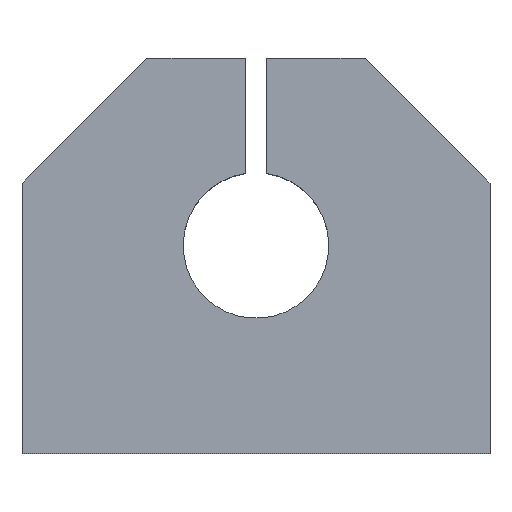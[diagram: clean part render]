
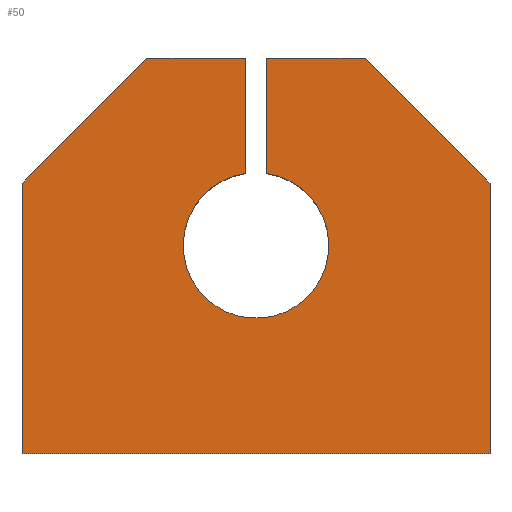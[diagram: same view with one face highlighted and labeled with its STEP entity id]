
A CAD part, top view. The second image highlights one B-rep face of the part: STEP entity #50.
In plain terms, the highlighted planar face has unit normal (0, 0, 1).
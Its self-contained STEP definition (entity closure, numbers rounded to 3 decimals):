
#50 = ADVANCED_FACE( '', ( #117 ), #118, .T. );
#117 = FACE_OUTER_BOUND( '', #216, .T. );
#118 = PLANE( '', #217 );
#216 = EDGE_LOOP( '', ( #314, #315, #316, #317, #318, #319, #320, #321, #322, #323 ) );
#217 = AXIS2_PLACEMENT_3D( '', #324, #325, #326 );
#314 = ORIENTED_EDGE( '', *, *, #499, .T. );
#315 = ORIENTED_EDGE( '', *, *, #500, .T. );
#316 = ORIENTED_EDGE( '', *, *, #501, .T. );
#317 = ORIENTED_EDGE( '', *, *, #502, .T. );
#318 = ORIENTED_EDGE( '', *, *, #503, .T. );
#319 = ORIENTED_EDGE( '', *, *, #495, .T. );
#320 = ORIENTED_EDGE( '', *, *, #504, .F. );
#321 = ORIENTED_EDGE( '', *, *, #505, .T. );
#322 = ORIENTED_EDGE( '', *, *, #506, .T. );
#323 = ORIENTED_EDGE( '', *, *, #507, .T. );
#324 = CARTESIAN_POINT( '', ( 0., 20., 20. ) );
#325 = DIRECTION( '', ( 0., 0., 1. ) );
#326 = DIRECTION( '', ( 1., 0., 0. ) );
#495 = EDGE_CURVE( '', #568, #566, #569, .T. );
#499 = EDGE_CURVE( '', #574, #575, #576, .T. );
#500 = EDGE_CURVE( '', #575, #577, #578, .T. );
#501 = EDGE_CURVE( '', #577, #579, #580, .T. );
#502 = EDGE_CURVE( '', #579, #581, #582, .T. );
#503 = EDGE_CURVE( '', #581, #568, #583, .T. );
#504 = EDGE_CURVE( '', #584, #566, #585, .T. );
#505 = EDGE_CURVE( '', #584, #586, #587, .T. );
#506 = EDGE_CURVE( '', #586, #588, #589, .T. );
#507 = EDGE_CURVE( '', #588, #574, #590, .T. );
#566 = VERTEX_POINT( '', #673 );
#568 = VERTEX_POINT( '', #676 );
#569 = LINE( '', #677, #678 );
#574 = VERTEX_POINT( '', #684 );
#575 = VERTEX_POINT( '', #685 );
#576 = LINE( '', #686, #687 );
#577 = VERTEX_POINT( '', #688 );
#578 = LINE( '', #689, #690 );
#579 = VERTEX_POINT( '', #691 );
#580 = LINE( '', #692, #693 );
#581 = VERTEX_POINT( '', #694 );
#582 = LINE( '', #695, #696 );
#583 = LINE( '', #697, #698 );
#584 = VERTEX_POINT( '', #699 );
#585 = CIRCLE( '', #700, 7. );
#586 = VERTEX_POINT( '', #701 );
#587 = LINE( '', #702, #703 );
#588 = VERTEX_POINT( '', #704 );
#589 = LINE( '', #705, #706 );
#590 = LINE( '', #707, #708 );
#673 = CARTESIAN_POINT( '', ( 1., 26.928, 20. ) );
#676 = CARTESIAN_POINT( '', ( 1., 38., 20. ) );
#677 = CARTESIAN_POINT( '', ( 1., 38., 20. ) );
#678 = VECTOR( '', #936, 1000. );
#684 = CARTESIAN_POINT( '', ( -22.5, 26., 20. ) );
#685 = CARTESIAN_POINT( '', ( -22.5, 0., 20. ) );
#686 = CARTESIAN_POINT( '', ( -22.5, 26., 20. ) );
#687 = VECTOR( '', #941, 1000. );
#688 = CARTESIAN_POINT( '', ( 22.5, 0., 20. ) );
#689 = CARTESIAN_POINT( '', ( -22.5, 0., 20. ) );
#690 = VECTOR( '', #942, 1000. );
#691 = CARTESIAN_POINT( '', ( 22.5, 26., 20. ) );
#692 = CARTESIAN_POINT( '', ( 22.5, 0., 20. ) );
#693 = VECTOR( '', #943, 1000. );
#694 = CARTESIAN_POINT( '', ( 10.5, 38., 20. ) );
#695 = CARTESIAN_POINT( '', ( 22.5, 26., 20. ) );
#696 = VECTOR( '', #944, 1000. );
#697 = CARTESIAN_POINT( '', ( 10.5, 38., 20. ) );
#698 = VECTOR( '', #945, 1000. );
#699 = CARTESIAN_POINT( '', ( -1., 26.928, 20. ) );
#700 = AXIS2_PLACEMENT_3D( '', #946, #947, #948 );
#701 = CARTESIAN_POINT( '', ( -1., 38., 20. ) );
#702 = CARTESIAN_POINT( '', ( -1., 26.928, 20. ) );
#703 = VECTOR( '', #949, 1000. );
#704 = CARTESIAN_POINT( '', ( -10.5, 38., 20. ) );
#705 = CARTESIAN_POINT( '', ( -1., 38., 20. ) );
#706 = VECTOR( '', #950, 1000. );
#707 = CARTESIAN_POINT( '', ( -10.5, 38., 20. ) );
#708 = VECTOR( '', #951, 1000. );
#936 = DIRECTION( '', ( 0., -1., 0. ) );
#941 = DIRECTION( '', ( 0., -1., 0. ) );
#942 = DIRECTION( '', ( 1., 0., 0. ) );
#943 = DIRECTION( '', ( 0., 1., 0. ) );
#944 = DIRECTION( '', ( -0.707, 0.707, 0. ) );
#945 = DIRECTION( '', ( -1., 0., 0. ) );
#946 = CARTESIAN_POINT( '', ( 0., 20., 20. ) );
#947 = DIRECTION( '', ( 0., 0., 1. ) );
#948 = DIRECTION( '', ( 1., 0., 0. ) );
#949 = DIRECTION( '', ( 0., 1., 0. ) );
#950 = DIRECTION( '', ( -1., 0., 0. ) );
#951 = DIRECTION( '', ( -0.707, -0.707, 0. ) );
